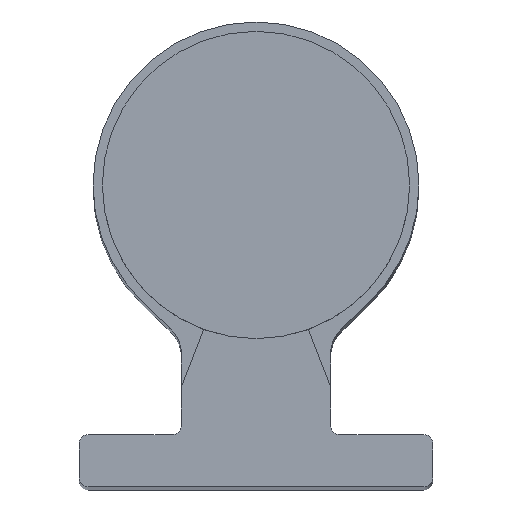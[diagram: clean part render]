
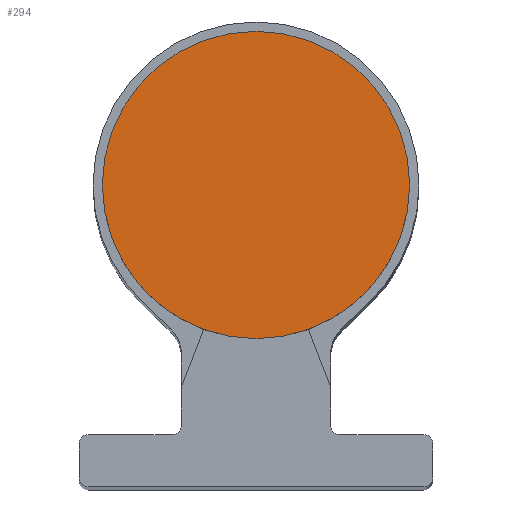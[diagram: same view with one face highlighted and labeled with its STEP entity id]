
A CAD part, top view. The second image highlights one B-rep face of the part: STEP entity #294.
In plain terms, the highlighted planar face has unit normal (0, 0, 1).
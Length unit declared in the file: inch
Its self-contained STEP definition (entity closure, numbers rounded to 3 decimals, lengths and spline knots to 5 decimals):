
#32 = CARTESIAN_POINT ( 'NONE',  ( 0., 0., 0. ) ) ;
#35 = FACE_OUTER_BOUND ( 'NONE', #393, .T. ) ;
#76 = AXIS2_PLACEMENT_3D ( 'NONE', #174, #478, #429 ) ;
#97 = DIRECTION ( 'NONE',  ( 0., 0., 1. ) ) ;
#137 = CIRCLE ( 'NONE', #1207, 0.0825 ) ;
#147 = AXIS2_PLACEMENT_3D ( 'NONE', #674, #97, #497 ) ;
#174 = CARTESIAN_POINT ( 'NONE',  ( 0., 0., 0. ) ) ;
#261 = EDGE_CURVE ( 'NONE', #632, #430, #137, .T. ) ;
#268 = CARTESIAN_POINT ( 'NONE',  ( 0.0825, 0., 0. ) ) ;
#294 = ADVANCED_FACE ( 'NONE', ( #35 ), #592, .T. ) ;
#393 = EDGE_LOOP ( 'NONE', ( #985, #714 ) ) ;
#429 = DIRECTION ( 'NONE',  ( 1., 0., 0. ) ) ;
#430 = VERTEX_POINT ( 'NONE', #1190 ) ;
#478 = DIRECTION ( 'NONE',  ( 0., 0., 1. ) ) ;
#497 = DIRECTION ( 'NONE',  ( 1., 0., 0. ) ) ;
#592 = PLANE ( 'NONE',  #147 ) ;
#599 = DIRECTION ( 'NONE',  ( 0., 0., 1. ) ) ;
#632 = VERTEX_POINT ( 'NONE', #268 ) ;
#674 = CARTESIAN_POINT ( 'NONE',  ( 0., 0., 0. ) ) ;
#714 = ORIENTED_EDGE ( 'NONE', *, *, #771, .T. ) ;
#771 = EDGE_CURVE ( 'NONE', #430, #632, #1186, .T. ) ;
#784 = DIRECTION ( 'NONE',  ( 1., 0., 0. ) ) ;
#985 = ORIENTED_EDGE ( 'NONE', *, *, #261, .T. ) ;
#1186 = CIRCLE ( 'NONE', #76, 0.0825 ) ;
#1190 = CARTESIAN_POINT ( 'NONE',  ( -0.0825, 0., 0. ) ) ;
#1207 = AXIS2_PLACEMENT_3D ( 'NONE', #32, #599, #784 ) ;
